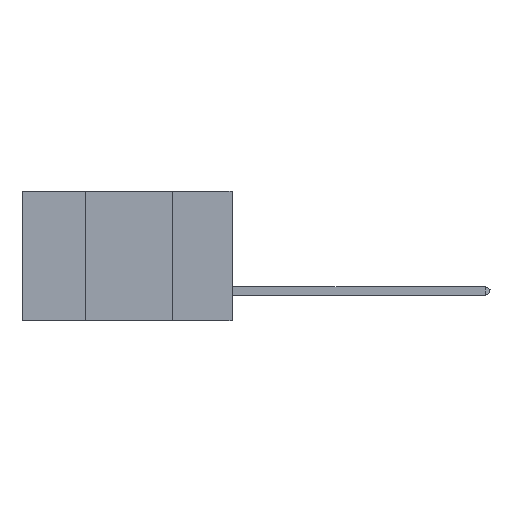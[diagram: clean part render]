
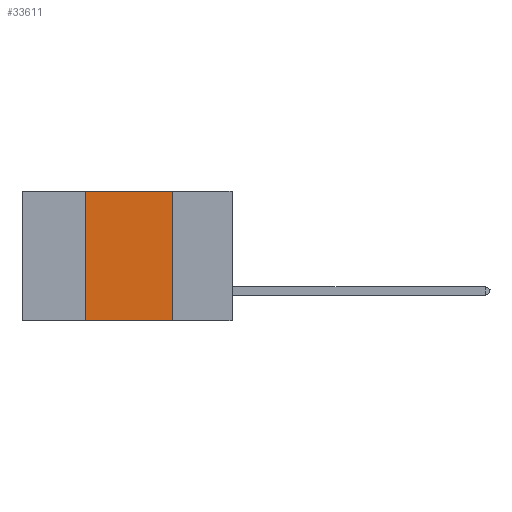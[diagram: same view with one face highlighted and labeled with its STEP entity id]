
A CAD part, left-side view. The second image highlights one B-rep face of the part: STEP entity #33611.
In plain terms, the highlighted planar face has unit normal (-1, 0, 0).
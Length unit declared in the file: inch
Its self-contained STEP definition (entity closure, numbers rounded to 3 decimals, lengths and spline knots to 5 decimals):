
#3098 = CARTESIAN_POINT ( 'NONE',  ( 0., 0.6, 0. ) ) ;
#5328 = EDGE_CURVE ( 'NONE', #6711, #15078, #45949, .T. ) ;
#6562 = DIRECTION ( 'NONE',  ( 1., 0., 0. ) ) ;
#6711 = VERTEX_POINT ( 'NONE', #13443 ) ;
#10274 = CARTESIAN_POINT ( 'NONE',  ( 0., 0.6, 0. ) ) ;
#10754 = DIRECTION ( 'NONE',  ( 0., 0., -1. ) ) ;
#13443 = CARTESIAN_POINT ( 'NONE',  ( 0., 0.42, -0.37 ) ) ;
#15078 = VERTEX_POINT ( 'NONE', #37637 ) ;
#15656 = ORIENTED_EDGE ( 'NONE', *, *, #34890, .F. ) ;
#15770 = VECTOR ( 'NONE', #29576, 39.37008 ) ;
#18789 = VECTOR ( 'NONE', #30530, 39.37008 ) ;
#18967 = AXIS2_PLACEMENT_3D ( 'NONE', #10274, #6562, #10754 ) ;
#21513 = ORIENTED_EDGE ( 'NONE', *, *, #32618, .F. ) ;
#22547 = ORIENTED_EDGE ( 'NONE', *, *, #5328, .F. ) ;
#22821 = VERTEX_POINT ( 'NONE', #28877 ) ;
#22832 = CARTESIAN_POINT ( 'NONE',  ( 0., 0.6, -0.37 ) ) ;
#22935 = VECTOR ( 'NONE', #42925, 39.37008 ) ;
#24432 = CARTESIAN_POINT ( 'NONE',  ( 0., 0.42, 0. ) ) ;
#25155 = PLANE ( 'NONE',  #18967 ) ;
#26156 = ORIENTED_EDGE ( 'NONE', *, *, #30781, .T. ) ;
#28233 = FACE_OUTER_BOUND ( 'NONE', #31803, .T. ) ;
#28877 = CARTESIAN_POINT ( 'NONE',  ( 0., 0.17, 0. ) ) ;
#29576 = DIRECTION ( 'NONE',  ( 0., 0., -1. ) ) ;
#30530 = DIRECTION ( 'NONE',  ( 0., -1., 0. ) ) ;
#30781 = EDGE_CURVE ( 'NONE', #6711, #35847, #32584, .T. ) ;
#31803 = EDGE_LOOP ( 'NONE', ( #21513, #15656, #22547, #26156 ) ) ;
#32584 = LINE ( 'NONE', #22832, #18789 ) ;
#32618 = EDGE_CURVE ( 'NONE', #22821, #35847, #39281, .T. ) ;
#33611 = ADVANCED_FACE ( 'NONE', ( #28233 ), #25155, .F. ) ;
#34516 = VECTOR ( 'NONE', #35275, 39.37008 ) ;
#34890 = EDGE_CURVE ( 'NONE', #15078, #22821, #35044, .T. ) ;
#35044 = LINE ( 'NONE', #3098, #22935 ) ;
#35275 = DIRECTION ( 'NONE',  ( 0., 0., 1. ) ) ;
#35847 = VERTEX_POINT ( 'NONE', #40441 ) ;
#36851 = CARTESIAN_POINT ( 'NONE',  ( 0., 0.17, 0. ) ) ;
#37637 = CARTESIAN_POINT ( 'NONE',  ( 0., 0.42, 0. ) ) ;
#39281 = LINE ( 'NONE', #36851, #15770 ) ;
#40441 = CARTESIAN_POINT ( 'NONE',  ( 0., 0.17, -0.37 ) ) ;
#42925 = DIRECTION ( 'NONE',  ( 0., -1., 0. ) ) ;
#45949 = LINE ( 'NONE', #24432, #34516 ) ;
